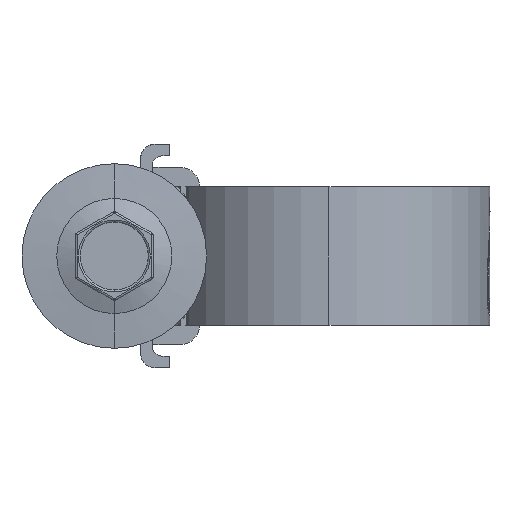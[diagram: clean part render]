
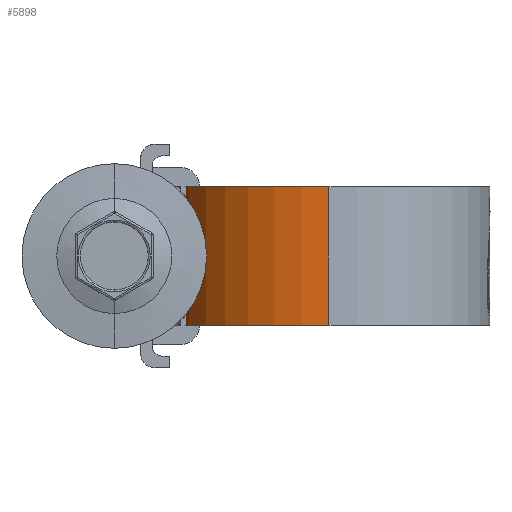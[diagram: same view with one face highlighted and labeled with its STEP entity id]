
A CAD part, left-side view. The second image highlights one B-rep face of the part: STEP entity #5898.
In plain terms, the highlighted cylindrical face has radius 16.58 mm (diameter 33.16 mm), a partial arc.
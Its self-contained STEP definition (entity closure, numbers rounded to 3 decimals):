
#460 = VECTOR ( 'NONE', #10165, 1000. ) ;
#568 = CARTESIAN_POINT ( 'NONE',  ( 0., 0., -7.145 ) ) ;
#708 = DIRECTION ( 'NONE',  ( 0., 0., -1. ) ) ;
#934 = CARTESIAN_POINT ( 'NONE',  ( 0., 0., 7.145 ) ) ;
#1282 = EDGE_CURVE ( 'NONE', #5125, #10504, #7596, .T. ) ;
#1394 = VECTOR ( 'NONE', #10536, 1000. ) ;
#1924 = DIRECTION ( 'NONE',  ( 1., 0., 0. ) ) ;
#2822 = CARTESIAN_POINT ( 'NONE',  ( 0., 0., 7.145 ) ) ;
#3261 = AXIS2_PLACEMENT_3D ( 'NONE', #568, #9359, #6814 ) ;
#3332 = CARTESIAN_POINT ( 'NONE',  ( 0., 16.58, 7.145 ) ) ;
#3695 = AXIS2_PLACEMENT_3D ( 'NONE', #2822, #6377, #1924 ) ;
#4013 = CIRCLE ( 'NONE', #3261, 16.58 ) ;
#4272 = LINE ( 'NONE', #3332, #1394 ) ;
#4516 = AXIS2_PLACEMENT_3D ( 'NONE', #934, #708, #7818 ) ;
#5125 = VERTEX_POINT ( 'NONE', #8026 ) ;
#5327 = CARTESIAN_POINT ( 'NONE',  ( -16.58, 0., -7.145 ) ) ;
#5379 = FACE_OUTER_BOUND ( 'NONE', #10744, .T. ) ;
#5390 = VERTEX_POINT ( 'NONE', #6006 ) ;
#5779 = CARTESIAN_POINT ( 'NONE',  ( -16.58, 0., 7.145 ) ) ;
#5898 = ADVANCED_FACE ( 'NONE', ( #5379 ), #8909, .T. ) ;
#5943 = ORIENTED_EDGE ( 'NONE', *, *, #10962, .T. ) ;
#6006 = CARTESIAN_POINT ( 'NONE',  ( 0., 16.58, -7.145 ) ) ;
#6377 = DIRECTION ( 'NONE',  ( 0., 0., 1. ) ) ;
#6814 = DIRECTION ( 'NONE',  ( 1., 0., 0. ) ) ;
#7390 = EDGE_CURVE ( 'NONE', #10504, #8757, #10225, .T. ) ;
#7596 = CIRCLE ( 'NONE', #3695, 16.58 ) ;
#7818 = DIRECTION ( 'NONE',  ( -1., 0., 0. ) ) ;
#7975 = EDGE_CURVE ( 'NONE', #5390, #8757, #4013, .T. ) ;
#8026 = CARTESIAN_POINT ( 'NONE',  ( 0., 16.58, 7.145 ) ) ;
#8488 = CARTESIAN_POINT ( 'NONE',  ( -16.58, 0., 7.145 ) ) ;
#8757 = VERTEX_POINT ( 'NONE', #5327 ) ;
#8909 = CYLINDRICAL_SURFACE ( 'NONE', #4516, 16.58 ) ;
#9038 = ORIENTED_EDGE ( 'NONE', *, *, #7975, .T. ) ;
#9073 = ORIENTED_EDGE ( 'NONE', *, *, #1282, .F. ) ;
#9359 = DIRECTION ( 'NONE',  ( 0., 0., 1. ) ) ;
#10165 = DIRECTION ( 'NONE',  ( 0., 0., -1. ) ) ;
#10225 = LINE ( 'NONE', #8488, #460 ) ;
#10504 = VERTEX_POINT ( 'NONE', #5779 ) ;
#10536 = DIRECTION ( 'NONE',  ( 0., 0., -1. ) ) ;
#10744 = EDGE_LOOP ( 'NONE', ( #11364, #9073, #5943, #9038 ) ) ;
#10962 = EDGE_CURVE ( 'NONE', #5125, #5390, #4272, .T. ) ;
#11364 = ORIENTED_EDGE ( 'NONE', *, *, #7390, .F. ) ;
